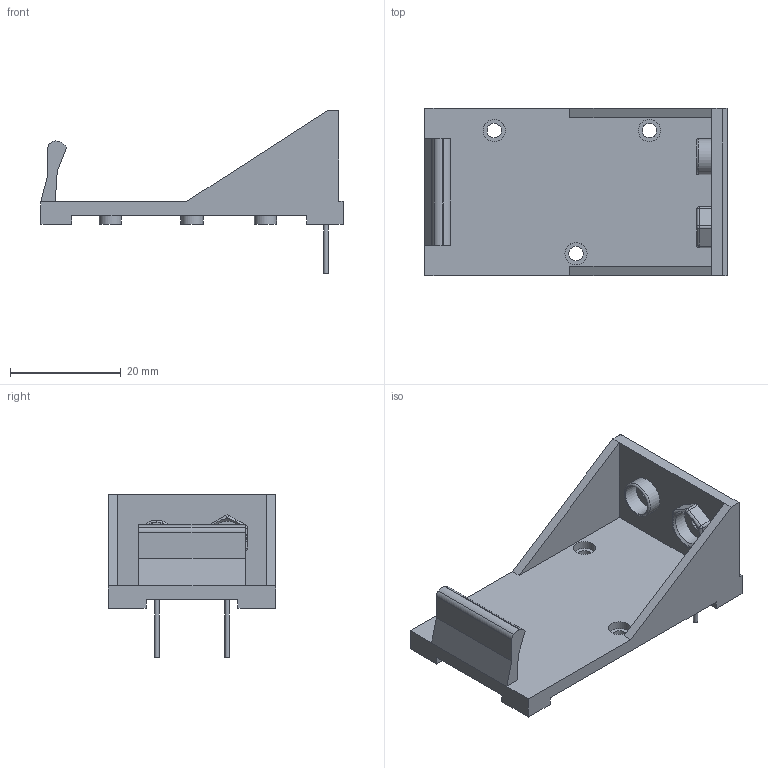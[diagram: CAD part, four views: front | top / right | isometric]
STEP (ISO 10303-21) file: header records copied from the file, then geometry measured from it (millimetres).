
FILE_DESCRIPTION(/* description */ ('Unknown'),/* implementation_level */ '2;1');
FILE_NAME(/* name */ '12BH611-GR',/* time_stamp */ '2024-04-30T13:49:49+02:00',/* author */ ('Unknown'),/* organization */ ('Unknown'),/* preprocessor_version */ 'ST-DEVELOPER v18.102',/* originating_system */ 'Solid Edge',/* authorisation */ 'Unknown');
FILE_SCHEMA (('AUTOMOTIVE_DESIGN {1 0 10303 214 3 1 1}'));
Length unit declared in the file: millimetre
Products named in the file (1): 12BH611-GR
Bounding box: 54.5 x 30.2 x 29.4 mm (x, y, z)
Volume: 6542.2 mm3; surface area: 6643 mm2
Topology: 1 solids, 1 shells, 136 faces, 350 edges, 229 vertices
Faces by surface type: plane 82, cylinder 42, torus 11, cone 1
Full cylindrical faces by diameter (mm): 0.8 x2, 2.5 x2, 2.6 x3, 4 x6, 5.564 x1, 6.156 x1, 6.494 x1, 8 x2
Entity records: 4941 total; most frequent: CARTESIAN_POINT 740, DIRECTION 681, ORIENTED_EDGE 628, EDGE_CURVE 314, AXIS2_PLACEMENT_3D 252, VERTEX_POINT 217, EDGE_LOOP 183, FACE_BOUND 183
